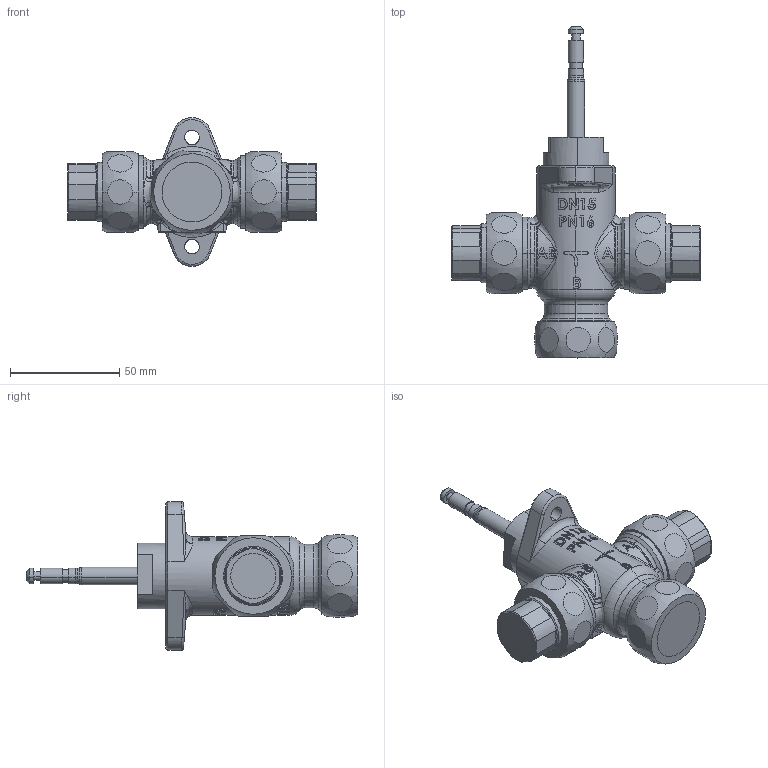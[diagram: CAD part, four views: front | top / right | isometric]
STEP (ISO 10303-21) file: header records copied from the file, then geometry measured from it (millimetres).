
FILE_DESCRIPTION (( 'STEP AP203' ), '1' );
FILE_NAME ('216RA_DN15_DEF.STEP', '2012-02-14T06:34:57', ( 'test' ), ( '' ), 'SwSTEP 2.0', 'SolidWorks 2011', '' );
FILE_SCHEMA (( 'CONFIG_CONTROL_DESIGN' ));
Length unit declared in the file: millimetre
Products named in the file (1): 216RA_DN15_DEF
Bounding box: 114.07 x 152.22 x 68.2 mm (x, y, z)
Volume: 160512.8 mm3; surface area: 30419.9 mm2
Topology: 1 solids, 4 shells, 665 faces, 1666 edges, 1061 vertices
Faces by surface type: plane 267, bspline 158, cylinder 124, cone 55, torus 51, sphere 10
Entity records: 29136 total; most frequent: CARTESIAN_POINT 14646, ORIENTED_EDGE 3320, DIRECTION 2557, EDGE_CURVE 1660, VERTEX_POINT 1061, AXIS2_PLACEMENT_3D 992, EDGE_LOOP 727, FACE_OUTER_BOUND 665
